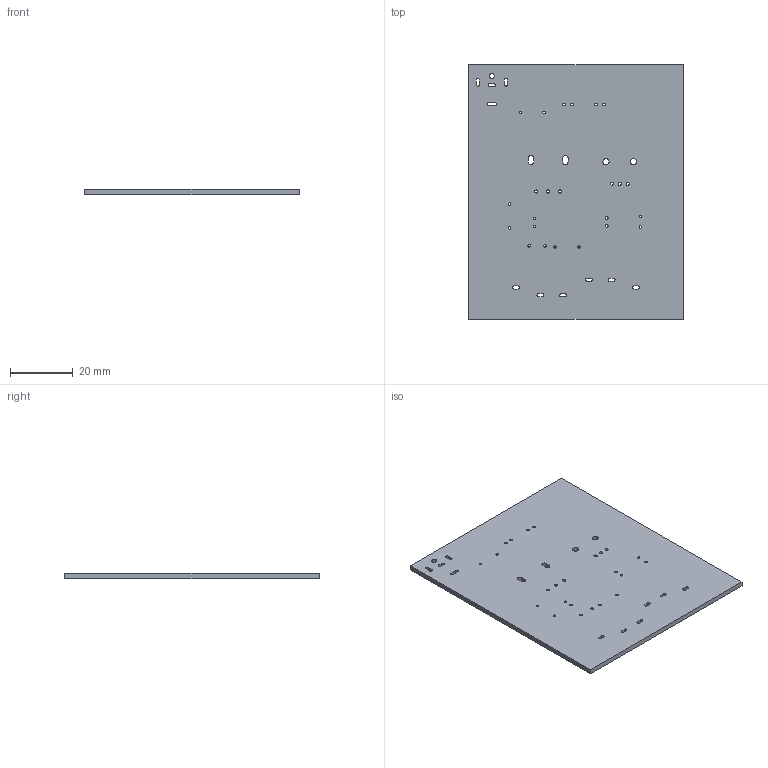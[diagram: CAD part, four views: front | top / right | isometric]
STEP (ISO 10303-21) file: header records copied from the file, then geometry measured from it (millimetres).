
FILE_DESCRIPTION(('KiCad electronic assembly'),'2;1');
FILE_NAME('Tremolo_V2.step','2022-01-17T21:20:14',('Pcbnew'),('Kicad'), 'Open CASCADE STEP processor 7.5','KiCad to STEP converter','Unknown' );
FILE_SCHEMA(('AUTOMOTIVE_DESIGN { 1 0 10303 214 1 1 1 1 }'));
Length unit declared in the file: millimetre
Products named in the file (2): Tremolo_V2 1; Tremolo_V2 PCB
Assembly tree (1 placements, depth 2):
  Tremolo_V2 1
    Tremolo_V2 PCB
Bounding box: 68.58 x 81.28 x 1.6 mm (x, y, z)
Volume: 8834.2 mm3; surface area: 11774.2 mm2
Topology: 1 solids, 1 shells, 81 faces, 237 edges, 158 vertices
Faces by surface type: cylinder 51, plane 30
Full cylindrical faces by diameter (mm): 0.8 x12, 0.9 x6, 1 x6, 1.6 x1, 2 x2
Entity records: 6323 total; most frequent: CARTESIAN_POINT 1564, DIRECTION 877, LINE 507, VECTOR 507, ORIENTED_EDGE 474, PCURVE 474, DEFINITIONAL_REPRESENTATION 474, EDGE_CURVE 237
